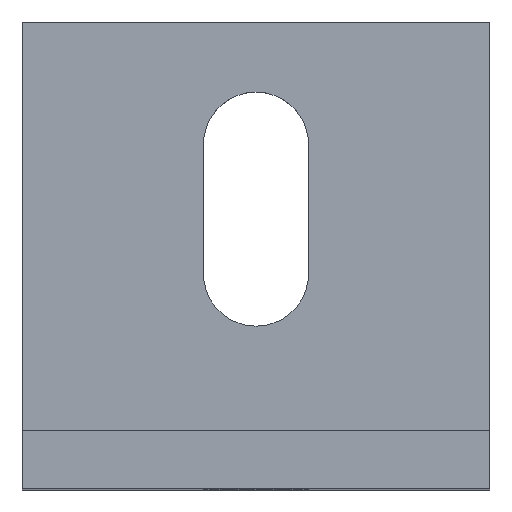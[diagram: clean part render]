
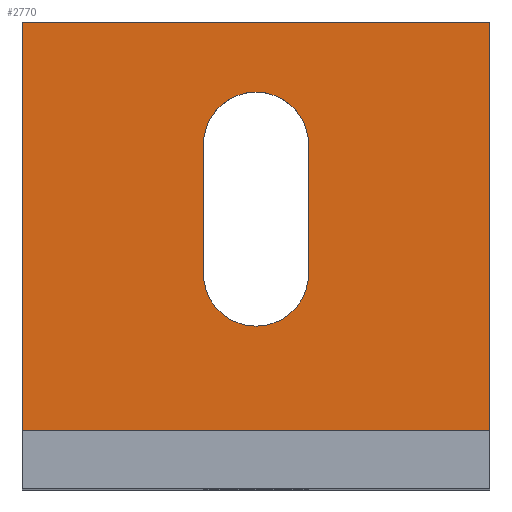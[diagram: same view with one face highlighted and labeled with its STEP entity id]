
A CAD part, top view. The second image highlights one B-rep face of the part: STEP entity #2770.
In plain terms, the highlighted face is planar.
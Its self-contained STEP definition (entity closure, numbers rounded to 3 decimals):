
#500=CARTESIAN_POINT('',(-4.5,-5.,9.5));
#510=VERTEX_POINT('',#500);
#560=CARTESIAN_POINT('',(0.,-5.,9.5));
#570=DIRECTION('',(0.,1.,0.));
#580=DIRECTION('',(-1.,0.,0.));
#590=AXIS2_PLACEMENT_3D('',#560,#570,#580);
#600=CIRCLE('',#590,4.5);
#610=CARTESIAN_POINT('',(4.5,-5.,9.5));
#620=VERTEX_POINT('',#610);
#630=EDGE_CURVE('',#510,#620,#600,.T.);
#2000=CARTESIAN_POINT('',(20.,-5.,-15.));
#2010=VERTEX_POINT('',#2000);
#2040=CARTESIAN_POINT('',(20.,-5.,0.));
#2050=DIRECTION('',(0.,0.,1.));
#2060=VECTOR('',#2050,1.);
#2070=LINE('',#2040,#2060);
#2080=CARTESIAN_POINT('',(20.,-5.,20.));
#2090=VERTEX_POINT('',#2080);
#2100=EDGE_CURVE('',#2010,#2090,#2070,.T.);
#2210=CARTESIAN_POINT('',(-20.4,-5.,-15.35));
#2220=DIRECTION('',(-0.,-1.,-0.));
#2230=DIRECTION('',(-1.,0.,0.));
#2240=AXIS2_PLACEMENT_3D('',#2210,#2220,#2230);
#2250=PLANE('',#2240);
#2260=CARTESIAN_POINT('',(0.,-5.,-1.5));
#2270=DIRECTION('',(0.,-1.,0.));
#2280=DIRECTION('',(-1.,0.,0.));
#2290=AXIS2_PLACEMENT_3D('',#2260,#2270,#2280);
#2300=CIRCLE('',#2290,4.5);
#2310=CARTESIAN_POINT('',(-4.5,-5.,-1.5));
#2320=VERTEX_POINT('',#2310);
#2330=CARTESIAN_POINT('',(4.5,-5.,-1.5));
#2340=VERTEX_POINT('',#2330);
#2350=EDGE_CURVE('',#2320,#2340,#2300,.T.);
#2360=ORIENTED_EDGE('',*,*,#2350,.F.);
#2370=CARTESIAN_POINT('',(4.5,-5.,0.));
#2380=DIRECTION('',(0.,0.,1.));
#2390=VECTOR('',#2380,1.);
#2400=LINE('',#2370,#2390);
#2410=EDGE_CURVE('',#2340,#620,#2400,.T.);
#2420=ORIENTED_EDGE('',*,*,#2410,.F.);
#2430=ORIENTED_EDGE('',*,*,#630,.T.);
#2440=CARTESIAN_POINT('',(-4.5,-5.,0.));
#2450=DIRECTION('',(0.,0.,-1.));
#2460=VECTOR('',#2450,1.);
#2470=LINE('',#2440,#2460);
#2480=EDGE_CURVE('',#510,#2320,#2470,.T.);
#2490=ORIENTED_EDGE('',*,*,#2480,.F.);
#2500=EDGE_LOOP('',(#2490,#2430,#2420,#2360));
#2510=FACE_BOUND('',#2500,.T.);
#2520=CARTESIAN_POINT('',(-20.,-5.,0.));
#2530=DIRECTION('',(0.,0.,-1.));
#2540=VECTOR('',#2530,1.);
#2550=LINE('',#2520,#2540);
#2560=CARTESIAN_POINT('',(-20.,-5.,20.));
#2570=VERTEX_POINT('',#2560);
#2580=CARTESIAN_POINT('',(-20.,-5.,-15.));
#2590=VERTEX_POINT('',#2580);
#2600=EDGE_CURVE('',#2570,#2590,#2550,.T.);
#2610=ORIENTED_EDGE('',*,*,#2600,.T.);
#2620=CARTESIAN_POINT('',(0.,-5.,20.));
#2630=DIRECTION('',(-1.,0.,0.));
#2640=VECTOR('',#2630,1.);
#2650=LINE('',#2620,#2640);
#2660=EDGE_CURVE('',#2090,#2570,#2650,.T.);
#2670=ORIENTED_EDGE('',*,*,#2660,.T.);
#2680=ORIENTED_EDGE('',*,*,#2100,.T.);
#2690=CARTESIAN_POINT('',(0.,-5.,-15.));
#2700=DIRECTION('',(1.,0.,0.));
#2710=VECTOR('',#2700,1.);
#2720=LINE('',#2690,#2710);
#2730=EDGE_CURVE('',#2590,#2010,#2720,.T.);
#2740=ORIENTED_EDGE('',*,*,#2730,.T.);
#2750=EDGE_LOOP('',(#2740,#2680,#2670,#2610));
#2760=FACE_OUTER_BOUND('',#2750,.T.);
#2770=ADVANCED_FACE('',(#2510,#2760),#2250,.T.);
